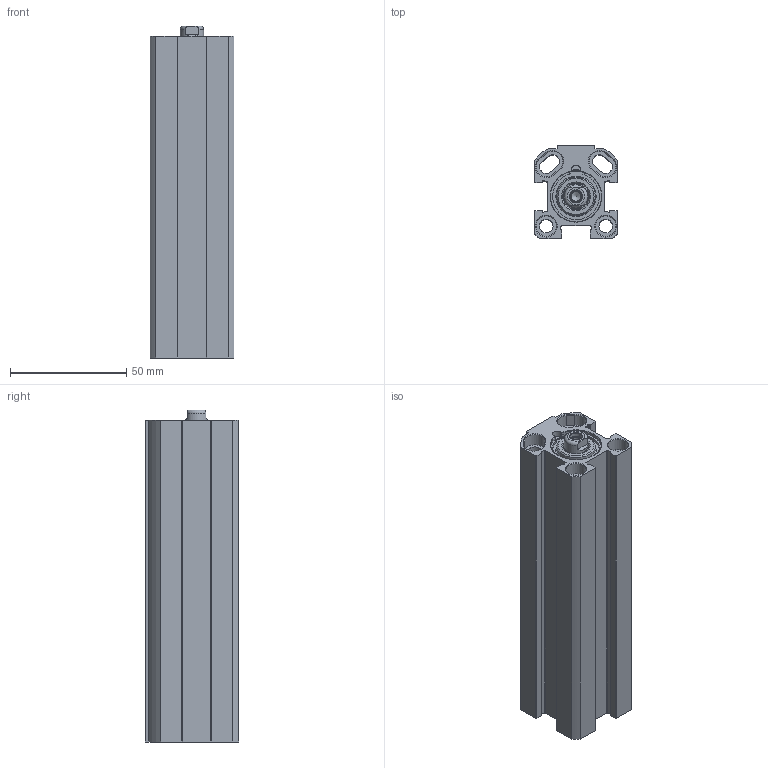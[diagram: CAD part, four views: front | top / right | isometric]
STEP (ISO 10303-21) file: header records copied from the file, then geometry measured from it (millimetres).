
FILE_DESCRIPTION((''),'2;1');
FILE_NAME('FDM020.100.GS.F.stp','2014-06-03T09:02:24',('carlo.corazza'),(''),'Autodesk Inventor 2012','Autodesk Inventor 2012','');
FILE_SCHEMA(('AUTOMOTIVE_DESIGN { 1 0 10303 214 1 1 1 1 }'));
Length unit declared in the file: millimetre
Products named in the file (5): FDM020..GS.F; CORPO-100; STELO-100; TA; TP
Assembly tree (4 placements, depth 2):
  FDM020..GS.F
    CORPO-100
    STELO-100
    TA
    TP
Bounding box: 36 x 40 x 142.5 mm (x, y, z)
Volume: 105419.8 mm3; surface area: 54930.8 mm2
Topology: 6 solids, 6 shells, 219 faces, 524 edges, 337 vertices
Faces by surface type: plane 98, cylinder 77, cone 34, torus 10
Full cylindrical faces by diameter (mm): 1.6 x2, 4.134 x4, 5.25 x1, 5.8 x2, 8.8 x4, 10 x1, 10.48 x1, 11.4 x1, 13.84 x1, 14 x1, 16.5 x1, 17.6 x1, 20 x1, 20.1 x1, 21.6 x5, 22.8 x2
Entity records: 6494 total; most frequent: CARTESIAN_POINT 1168, DIRECTION 1092, ORIENTED_EDGE 886, EDGE_CURVE 443, AXIS2_PLACEMENT_3D 433, VERTEX_POINT 317, EDGE_LOOP 316, VECTOR 226
